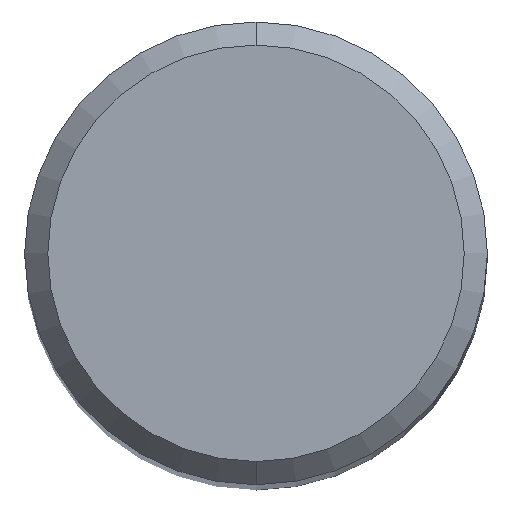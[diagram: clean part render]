
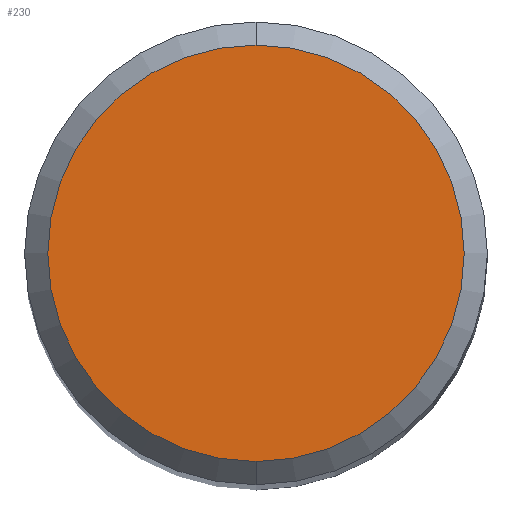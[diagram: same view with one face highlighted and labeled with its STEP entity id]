
A CAD part, top view. The second image highlights one B-rep face of the part: STEP entity #230.
In plain terms, the highlighted planar face has unit normal (0, 0, 1).
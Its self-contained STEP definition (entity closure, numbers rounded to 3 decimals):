
#192=EDGE_CURVE('',#290,#204,#440,.T.);
#204=VERTEX_POINT('',#453);
#230=ADVANCED_FACE('',(#483),#484,.T.);
#290=VERTEX_POINT('',#551);
#322=EDGE_CURVE('',#204,#290,#589,.T.);
#440=CIRCLE('',#717,4.5);
#453=CARTESIAN_POINT('',(0.0,4.5,0.0));
#483=FACE_OUTER_BOUND('',#774,.T.);
#484=PLANE('',#775);
#551=CARTESIAN_POINT('',(0.,-4.5,0.0));
#589=CIRCLE('',#917,4.5);
#717=AXIS2_PLACEMENT_3D('',#1056,#1057,#1058);
#774=EDGE_LOOP('',(#1119,#1120));
#775=AXIS2_PLACEMENT_3D('',#1121,#1122,#1123);
#917=AXIS2_PLACEMENT_3D('',#1245,#1246,#1247);
#1056=CARTESIAN_POINT('',(0.0,0.0,0.0));
#1057=DIRECTION('',(0.0,0.0,-1.0));
#1058=DIRECTION('',(0.0,1.0,0.0));
#1119=ORIENTED_EDGE('',*,*,#322,.F.);
#1120=ORIENTED_EDGE('',*,*,#192,.F.);
#1121=CARTESIAN_POINT('',(0.0,2.25,0.0));
#1122=DIRECTION('',(-0.0,0.0,1.0));
#1123=DIRECTION('',(0.0,-1.0,0.0));
#1245=CARTESIAN_POINT('',(0.0,0.0,0.0));
#1246=DIRECTION('',(0.0,0.0,-1.0));
#1247=DIRECTION('',(0.0,1.0,0.0));
